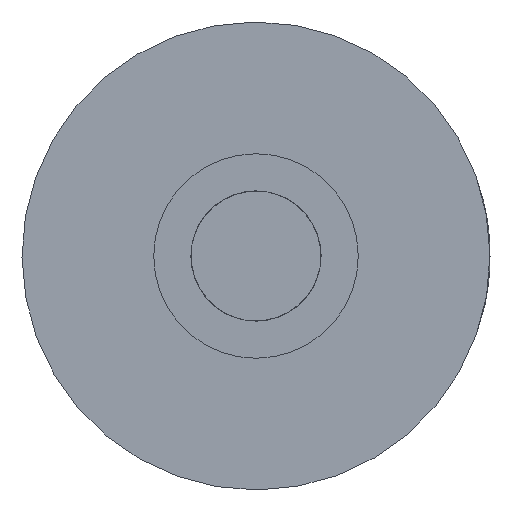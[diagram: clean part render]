
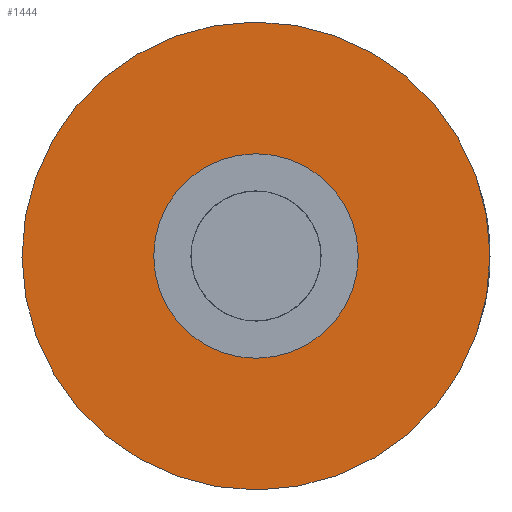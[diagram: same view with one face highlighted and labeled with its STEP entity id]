
A CAD part, front view. The second image highlights one B-rep face of the part: STEP entity #1444.
In plain terms, the highlighted face is planar.
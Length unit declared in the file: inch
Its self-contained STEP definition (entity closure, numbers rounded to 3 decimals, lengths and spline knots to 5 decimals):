
#32 = FACE_OUTER_BOUND ( 'NONE', #3603, .T. ) ;
#36 = FACE_BOUND ( 'NONE', #1323, .T. ) ;
#273 = CARTESIAN_POINT ( 'NONE',  ( 0.49213, 0., 1.5 ) ) ;
#496 = PLANE ( 'NONE',  #2246 ) ;
#547 = DIRECTION ( 'NONE',  ( 0., 0., 1. ) ) ;
#548 = ORIENTED_EDGE ( 'NONE', *, *, #2227, .T. ) ;
#600 = DIRECTION ( 'NONE',  ( 1., 0., 0. ) ) ;
#629 = CARTESIAN_POINT ( 'NONE',  ( 0., 0., 1.5 ) ) ;
#756 = EDGE_CURVE ( 'NONE', #3264, #3559, #843, .T. ) ;
#843 = CIRCLE ( 'NONE', #2726, 0.49213 ) ;
#965 = AXIS2_PLACEMENT_3D ( 'NONE', #1052, #2455, #1970 ) ;
#1023 = CARTESIAN_POINT ( 'NONE',  ( 1.1261, 0., 1.5 ) ) ;
#1052 = CARTESIAN_POINT ( 'NONE',  ( 0., 0., 1.5 ) ) ;
#1261 = VERTEX_POINT ( 'NONE', #2747 ) ;
#1323 = EDGE_LOOP ( 'NONE', ( #3022, #1837 ) ) ;
#1379 = AXIS2_PLACEMENT_3D ( 'NONE', #629, #2145, #3494 ) ;
#1384 = AXIS2_PLACEMENT_3D ( 'NONE', #2471, #1747, #3164 ) ;
#1395 = CARTESIAN_POINT ( 'NONE',  ( 0.49213, 0., 1.5 ) ) ;
#1428 = CIRCLE ( 'NONE', #1384, 1.1261 ) ;
#1444 = ADVANCED_FACE ( 'NONE', ( #32, #36 ), #496, .T. ) ;
#1456 = DIRECTION ( 'NONE',  ( 1., 0., 0. ) ) ;
#1747 = DIRECTION ( 'NONE',  ( 0., 0., 1. ) ) ;
#1837 = ORIENTED_EDGE ( 'NONE', *, *, #2175, .F. ) ;
#1970 = DIRECTION ( 'NONE',  ( 1., 0., 0. ) ) ;
#2035 = CARTESIAN_POINT ( 'NONE',  ( 0., 0., 1.5 ) ) ;
#2145 = DIRECTION ( 'NONE',  ( 0., 0., 1. ) ) ;
#2175 = EDGE_CURVE ( 'NONE', #3559, #3264, #3443, .T. ) ;
#2227 = EDGE_CURVE ( 'NONE', #3709, #1261, #1428, .T. ) ;
#2228 = EDGE_CURVE ( 'NONE', #1261, #3709, #3456, .T. ) ;
#2246 = AXIS2_PLACEMENT_3D ( 'NONE', #273, #547, #600 ) ;
#2307 = DIRECTION ( 'NONE',  ( 0., 0., 1. ) ) ;
#2349 = CARTESIAN_POINT ( 'NONE',  ( -0.49213, 0., 1.5 ) ) ;
#2455 = DIRECTION ( 'NONE',  ( 0., 0., 1. ) ) ;
#2471 = CARTESIAN_POINT ( 'NONE',  ( 0., 0., 1.5 ) ) ;
#2726 = AXIS2_PLACEMENT_3D ( 'NONE', #2035, #2307, #1456 ) ;
#2747 = CARTESIAN_POINT ( 'NONE',  ( -1.1261, 0., 1.5 ) ) ;
#2860 = ORIENTED_EDGE ( 'NONE', *, *, #2228, .T. ) ;
#3022 = ORIENTED_EDGE ( 'NONE', *, *, #756, .F. ) ;
#3164 = DIRECTION ( 'NONE',  ( 1., 0., 0. ) ) ;
#3264 = VERTEX_POINT ( 'NONE', #1395 ) ;
#3443 = CIRCLE ( 'NONE', #965, 0.49213 ) ;
#3456 = CIRCLE ( 'NONE', #1379, 1.1261 ) ;
#3494 = DIRECTION ( 'NONE',  ( 1., 0., 0. ) ) ;
#3559 = VERTEX_POINT ( 'NONE', #2349 ) ;
#3603 = EDGE_LOOP ( 'NONE', ( #548, #2860 ) ) ;
#3709 = VERTEX_POINT ( 'NONE', #1023 ) ;
